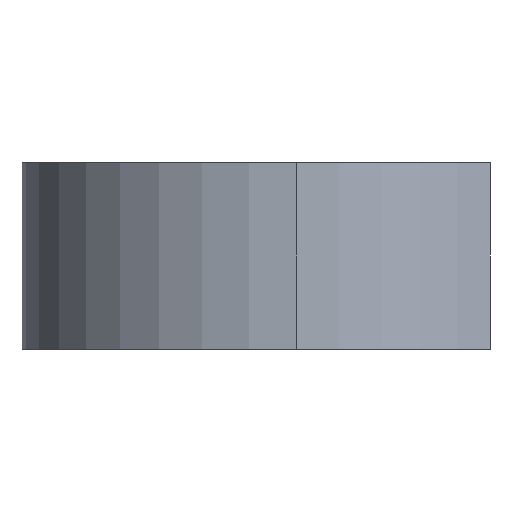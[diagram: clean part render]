
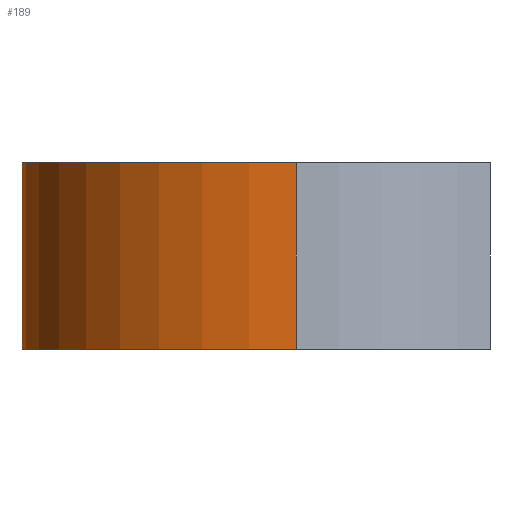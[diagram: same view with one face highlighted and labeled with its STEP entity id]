
A CAD part, left-side view. The second image highlights one B-rep face of the part: STEP entity #189.
In plain terms, the highlighted cylindrical face has radius 14.7 mm (diameter 29.4 mm), a partial arc.
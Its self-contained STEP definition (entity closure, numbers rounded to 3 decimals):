
#2 = CARTESIAN_POINT ( 'NONE',  ( 14.7, 0., 10. ) ) ;
#10 = LINE ( 'NONE', #2, #242 ) ;
#11 = VECTOR ( 'NONE', #59, 1000. ) ;
#42 = ORIENTED_EDGE ( 'NONE', *, *, #169, .T. ) ;
#53 = ORIENTED_EDGE ( 'NONE', *, *, #109, .F. ) ;
#59 = DIRECTION ( 'NONE',  ( 0., 0., -1. ) ) ;
#63 = CARTESIAN_POINT ( 'NONE',  ( 0., 0., 10. ) ) ;
#65 = CIRCLE ( 'NONE', #78, 14.7 ) ;
#70 = FACE_OUTER_BOUND ( 'NONE', #89, .T. ) ;
#78 = AXIS2_PLACEMENT_3D ( 'NONE', #63, #158, #304 ) ;
#83 = DIRECTION ( 'NONE',  ( 0., 0., 1. ) ) ;
#89 = EDGE_LOOP ( 'NONE', ( #372, #42, #236, #53 ) ) ;
#92 = LINE ( 'NONE', #221, #11 ) ;
#109 = EDGE_CURVE ( 'NONE', #356, #271, #92, .T. ) ;
#121 = CARTESIAN_POINT ( 'NONE',  ( 0., 0., 10. ) ) ;
#122 = CARTESIAN_POINT ( 'NONE',  ( 14.7, 0., 10. ) ) ;
#132 = DIRECTION ( 'NONE',  ( 1., 0., 0. ) ) ;
#135 = CIRCLE ( 'NONE', #343, 14.7 ) ;
#149 = VERTEX_POINT ( 'NONE', #245 ) ;
#154 = EDGE_CURVE ( 'NONE', #381, #356, #65, .T. ) ;
#158 = DIRECTION ( 'NONE',  ( 0., 0., 1. ) ) ;
#169 = EDGE_CURVE ( 'NONE', #381, #149, #10, .T. ) ;
#173 = AXIS2_PLACEMENT_3D ( 'NONE', #121, #302, #191 ) ;
#189 = ADVANCED_FACE ( 'NONE', ( #70 ), #199, .T. ) ;
#191 = DIRECTION ( 'NONE',  ( -1., 0., 0. ) ) ;
#199 = CYLINDRICAL_SURFACE ( 'NONE', #173, 14.7 ) ;
#221 = CARTESIAN_POINT ( 'NONE',  ( -14.7, 0., 10. ) ) ;
#227 = EDGE_CURVE ( 'NONE', #149, #271, #135, .T. ) ;
#236 = ORIENTED_EDGE ( 'NONE', *, *, #227, .T. ) ;
#242 = VECTOR ( 'NONE', #365, 1000. ) ;
#245 = CARTESIAN_POINT ( 'NONE',  ( 14.7, 0., 0. ) ) ;
#253 = CARTESIAN_POINT ( 'NONE',  ( -14.7, 0., 10. ) ) ;
#271 = VERTEX_POINT ( 'NONE', #272 ) ;
#272 = CARTESIAN_POINT ( 'NONE',  ( -14.7, 0., 0. ) ) ;
#302 = DIRECTION ( 'NONE',  ( 0., 0., -1. ) ) ;
#304 = DIRECTION ( 'NONE',  ( 1., 0., 0. ) ) ;
#343 = AXIS2_PLACEMENT_3D ( 'NONE', #370, #83, #132 ) ;
#356 = VERTEX_POINT ( 'NONE', #253 ) ;
#365 = DIRECTION ( 'NONE',  ( 0., 0., -1. ) ) ;
#370 = CARTESIAN_POINT ( 'NONE',  ( 0., 0., 0. ) ) ;
#372 = ORIENTED_EDGE ( 'NONE', *, *, #154, .F. ) ;
#381 = VERTEX_POINT ( 'NONE', #122 ) ;
